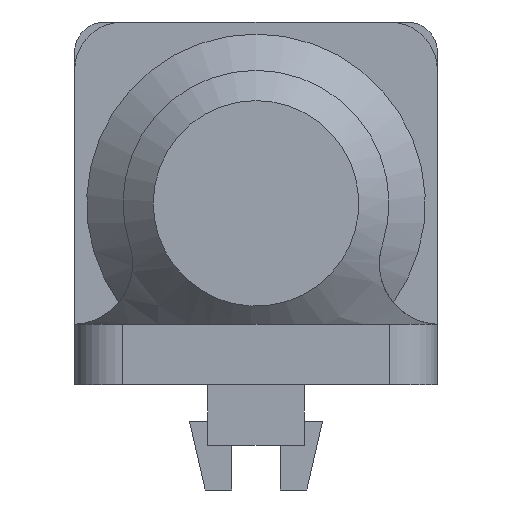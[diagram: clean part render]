
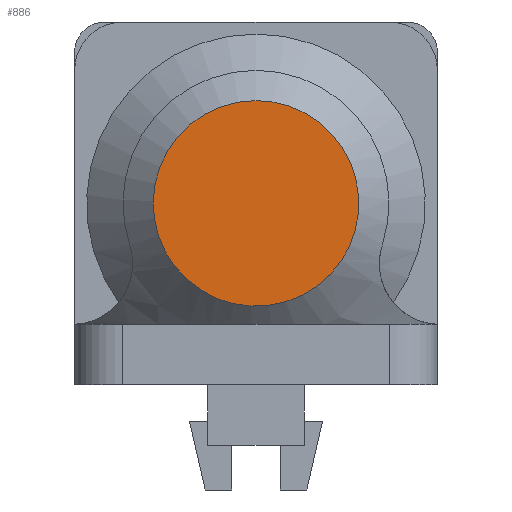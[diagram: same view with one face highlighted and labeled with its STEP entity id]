
A CAD part, left-side view. The second image highlights one B-rep face of the part: STEP entity #886.
In plain terms, the highlighted planar face has unit normal (-1, 0, 0).
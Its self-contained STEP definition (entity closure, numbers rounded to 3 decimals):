
#301=ORIENTED_EDGE('',*,*,#518,.T.);
#518=EDGE_CURVE('',#631,#631,#696,.T.);
#631=VERTEX_POINT('',#1407);
#696=CIRCLE('',#978,8.5);
#732=EDGE_LOOP('',(#301));
#795=FACE_BOUND('',#732,.T.);
#846=PLANE('',#977);
#886=ADVANCED_FACE('',(#795),#846,.T.);
#977=AXIS2_PLACEMENT_3D('',#1405,#1128,#1129);
#978=AXIS2_PLACEMENT_3D('',#1406,#1130,#1131);
#1128=DIRECTION('',(-1.,0.,0.));
#1129=DIRECTION('',(0.,0.,1.));
#1130=DIRECTION('',(-1.,0.,0.));
#1131=DIRECTION('',(0.,0.,1.));
#1405=CARTESIAN_POINT('',(-0.5,0.,15.));
#1406=CARTESIAN_POINT('',(-0.5,0.,15.));
#1407=CARTESIAN_POINT('',(-0.5,0.,23.5));
